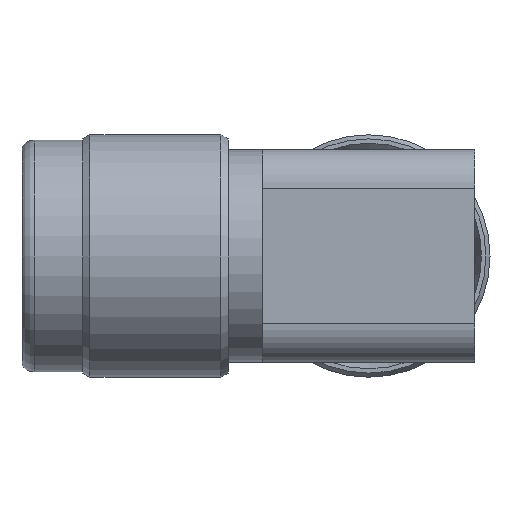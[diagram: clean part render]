
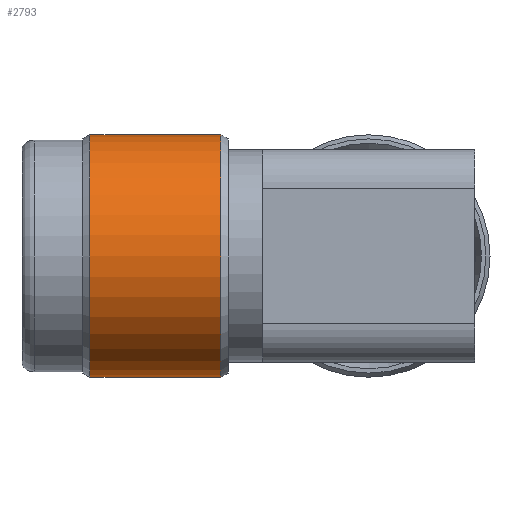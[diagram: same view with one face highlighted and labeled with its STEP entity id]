
A CAD part, front view. The second image highlights one B-rep face of the part: STEP entity #2793.
In plain terms, the highlighted cylindrical face has radius 10 mm (diameter 20 mm), a full revolution.
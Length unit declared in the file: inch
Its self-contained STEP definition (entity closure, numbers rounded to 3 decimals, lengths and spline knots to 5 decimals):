
#194 = CARTESIAN_POINT ( 'NONE',  ( -1.09064, 0., 0. ) ) ;
#245 = ORIENTED_EDGE ( 'NONE', *, *, #289, .F. ) ;
#285 = EDGE_CURVE ( 'NONE', #3590, #3590, #555, .T. ) ;
#289 = EDGE_CURVE ( 'NONE', #3597, #3597, #566, .T. ) ;
#555 = CIRCLE ( 'NONE', #4676, 0.3937 ) ;
#566 = CIRCLE ( 'NONE', #4638, 0.3937 ) ;
#605 = DIRECTION ( 'NONE',  ( 1., 0., 0. ) ) ;
#685 = CARTESIAN_POINT ( 'NONE',  ( -0.90551, 0., 0. ) ) ;
#715 = CYLINDRICAL_SURFACE ( 'NONE', #2048, 0.3937 ) ;
#903 = DIRECTION ( 'NONE',  ( 1., 0., 0. ) ) ;
#957 = FACE_OUTER_BOUND ( 'NONE', #2691, .T. ) ;
#976 = DIRECTION ( 'NONE',  ( 0., 0., -1. ) ) ;
#977 = FACE_OUTER_BOUND ( 'NONE', #2642, .T. ) ;
#1247 = ORIENTED_EDGE ( 'NONE', *, *, #285, .T. ) ;
#1608 = CARTESIAN_POINT ( 'NONE',  ( -0.48031, 0., -0.3937 ) ) ;
#2048 = AXIS2_PLACEMENT_3D ( 'NONE', #194, #605, #2350 ) ;
#2350 = DIRECTION ( 'NONE',  ( 0., 0., -1. ) ) ;
#2642 = EDGE_LOOP ( 'NONE', ( #1247 ) ) ;
#2691 = EDGE_LOOP ( 'NONE', ( #245 ) ) ;
#2793 = ADVANCED_FACE ( 'NONE', ( #977, #957 ), #715, .T. ) ;
#3519 = CARTESIAN_POINT ( 'NONE',  ( -0.48031, 0., 0. ) ) ;
#3590 = VERTEX_POINT ( 'NONE', #4114 ) ;
#3597 = VERTEX_POINT ( 'NONE', #1608 ) ;
#3890 = DIRECTION ( 'NONE',  ( 1., 0., 0. ) ) ;
#3927 = DIRECTION ( 'NONE',  ( 0., 0., -1. ) ) ;
#4114 = CARTESIAN_POINT ( 'NONE',  ( -0.90551, 0., -0.3937 ) ) ;
#4638 = AXIS2_PLACEMENT_3D ( 'NONE', #3519, #3890, #3927 ) ;
#4676 = AXIS2_PLACEMENT_3D ( 'NONE', #685, #903, #976 ) ;
